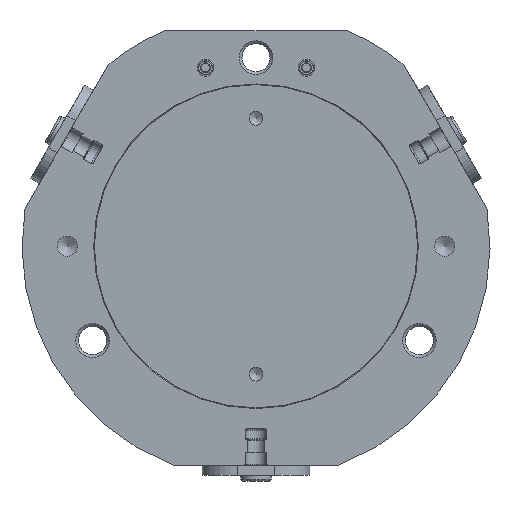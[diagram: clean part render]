
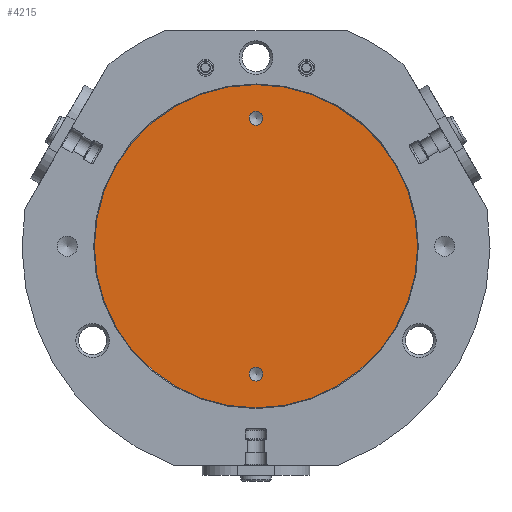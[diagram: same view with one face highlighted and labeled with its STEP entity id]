
A CAD part, front view. The second image highlights one B-rep face of the part: STEP entity #4215.
In plain terms, the highlighted planar face has unit normal (0, -1, 0).
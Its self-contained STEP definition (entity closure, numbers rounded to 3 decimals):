
#441=CIRCLE('',#4724,48.);
#442=CIRCLE('',#4727,2.05);
#443=CIRCLE('',#4728,2.05);
#1174=ORIENTED_EDGE('',*,*,#1951,.F.);
#1175=ORIENTED_EDGE('',*,*,#1952,.F.);
#1176=ORIENTED_EDGE('',*,*,#1950,.T.);
#1950=EDGE_CURVE('',#2418,#2418,#441,.T.);
#1951=EDGE_CURVE('',#2419,#2419,#442,.T.);
#1952=EDGE_CURVE('',#2420,#2420,#443,.T.);
#2418=VERTEX_POINT('',#7112);
#2419=VERTEX_POINT('',#7116);
#2420=VERTEX_POINT('',#7118);
#3403=EDGE_LOOP('',(#1174));
#3404=EDGE_LOOP('',(#1175));
#3405=EDGE_LOOP('',(#1176));
#3794=FACE_BOUND('',#3403,.T.);
#3795=FACE_BOUND('',#3404,.T.);
#3796=FACE_BOUND('',#3405,.T.);
#3983=PLANE('',#4726);
#4215=ADVANCED_FACE('',(#3794,#3795,#3796),#3983,.F.);
#4724=AXIS2_PLACEMENT_3D('',#7111,#5757,#5758);
#4726=AXIS2_PLACEMENT_3D('',#7114,#5761,#5762);
#4727=AXIS2_PLACEMENT_3D('',#7115,#5763,#5764);
#4728=AXIS2_PLACEMENT_3D('',#7117,#5765,#5766);
#5757=DIRECTION('',(0.,-1.,0.));
#5758=DIRECTION('',(0.,0.,-1.));
#5761=DIRECTION('',(0.,1.,0.));
#5762=DIRECTION('',(0.,0.,1.));
#5763=DIRECTION('',(0.,-1.,0.));
#5764=DIRECTION('',(0.,0.,-1.));
#5765=DIRECTION('',(0.,-1.,0.));
#5766=DIRECTION('',(0.,0.,-1.));
#7111=CARTESIAN_POINT('',(0.,0.,0.));
#7112=CARTESIAN_POINT('',(0.,0.,-48.));
#7114=CARTESIAN_POINT('',(0.,0.,0.));
#7115=CARTESIAN_POINT('',(0.,0.,38.));
#7116=CARTESIAN_POINT('',(0.,0.,35.95));
#7117=CARTESIAN_POINT('',(0.,0.,-38.));
#7118=CARTESIAN_POINT('',(0.,0.,-40.05));
